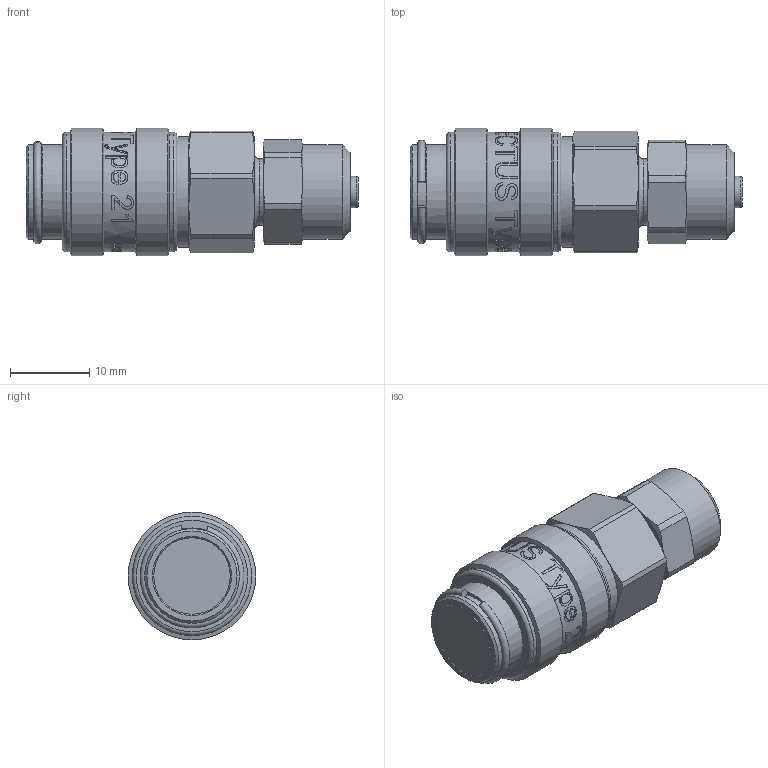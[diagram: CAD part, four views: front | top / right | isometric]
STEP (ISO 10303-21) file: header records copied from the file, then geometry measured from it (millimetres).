
FILE_DESCRIPTION((''),'2;1');
FILE_NAME('21kbko06evx.stp','2014-07-25T11:00:10',('AS035480'),(''),'Autodesk Inventor 2013','Autodesk Inventor 2013','');
FILE_SCHEMA(('AUTOMOTIVE_DESIGN { 1 0 10303 214 1 1 1 1 }'));
Length unit declared in the file: millimetre
Products named in the file (1): D111164
Bounding box: 42 x 16.15 x 16.15 mm (x, y, z)
Volume: 4700.3 mm3; surface area: 5522.6 mm2
Topology: 2 solids, 3 shells, 455 faces, 1142 edges, 741 vertices
Faces by surface type: plane 176, bspline 141, cylinder 76, cone 50, torus 12
Full cylindrical faces by diameter (mm): 4 x1, 4.6 x1, 6.2 x1, 8.2 x1, 8.4 x1, 9 x1, 10 x2, 10.4 x1, 10.45 x1, 10.5 x1, 10.7 x1, 11.15 x1, 11.4 x1, 12 x4, 12.15 x2, 14 x3, 15.1 x3, 16.15 x2
Entity records: 50039 total; most frequent: CARTESIAN_POINT 40181, ORIENTED_EDGE 2124, DIRECTION 1441, EDGE_CURVE 1062, VERTEX_POINT 728, EDGE_LOOP 584, AXIS2_PLACEMENT_3D 532, FACE_OUTER_BOUND 455
